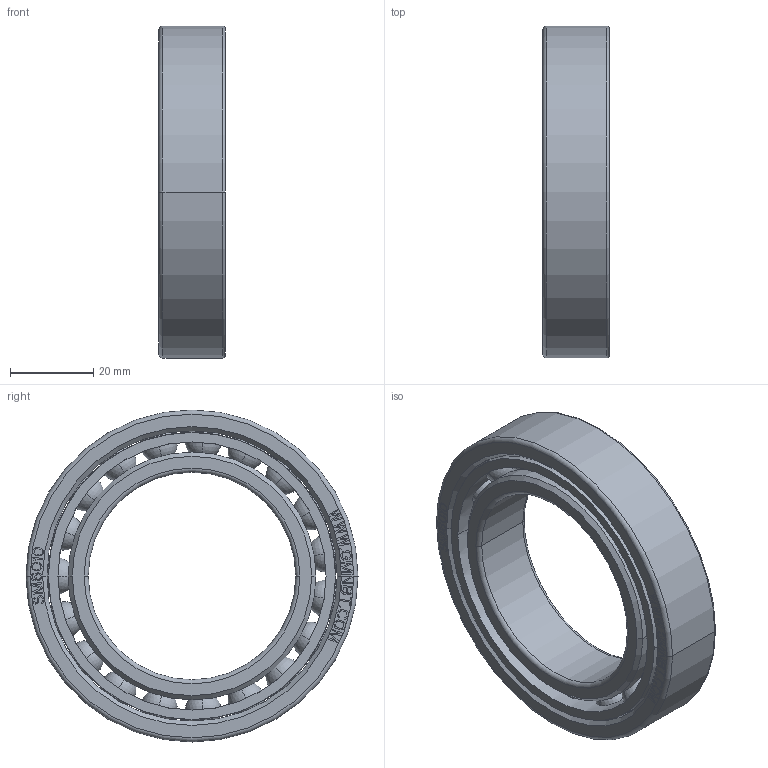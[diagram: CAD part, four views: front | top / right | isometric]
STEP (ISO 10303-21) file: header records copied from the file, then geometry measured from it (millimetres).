
FILE_DESCRIPTION((''),'2;1');
FILE_NAME('SM6010_PRT','2014-03-19T',('sales 4'),(''),'PRO/ENGINEER BY PARAMETRIC TECHNOLOGY CORPORATION, 2013150','PRO/ENGINEER BY PARAMETRIC TECHNOLOGY CORPORATION, 2013150','');
FILE_SCHEMA(('AUTOMOTIVE_DESIGN { 1 0 10303 214 1 1 1 1 }'));
Length unit declared in the file: millimetre
Products named in the file (1): SM6010_PRT
Bounding box: 16.01 x 80 x 80 mm (x, y, z)
Volume: 37571.8 mm3; surface area: 26870.3 mm2
Topology: 3 solids, 3 shells, 699 faces, 1944 edges, 1236 vertices
Faces by surface type: plane 511, cylinder 90, sphere 76, torus 12, cone 10
Entity records: 38068 total; most frequent: CARTESIAN_POINT 14726, ORIENTED_EDGE 3736, DIRECTION 3326, PRESENTATION_STYLE_ASSIGNMENT 1900, STYLED_ITEM 1871, CURVE_STYLE 1868, EDGE_CURVE 1868, VECTOR 1504
